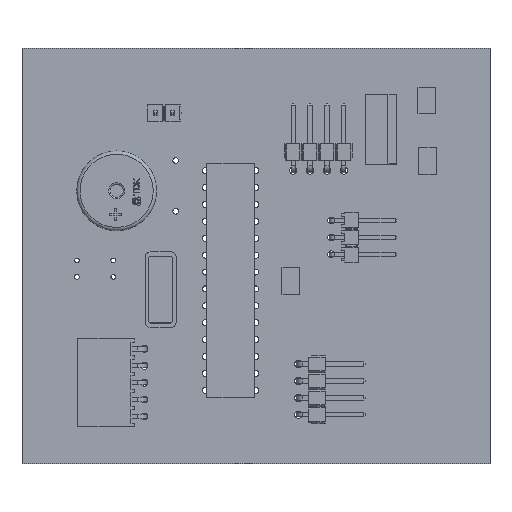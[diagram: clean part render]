
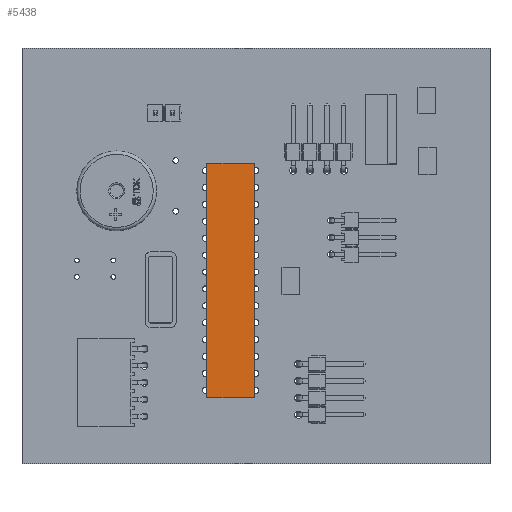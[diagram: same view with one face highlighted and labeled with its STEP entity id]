
A CAD part, top view. The second image highlights one B-rep face of the part: STEP entity #5438.
In plain terms, the highlighted planar face has unit normal (0, 0, 1).
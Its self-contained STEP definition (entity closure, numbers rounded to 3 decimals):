
#5309 = VERTEX_POINT('',#5310);
#5310 = CARTESIAN_POINT('',(-3.6,-17.65,4.58));
#5316 = EDGE_CURVE('',#5309,#5317,#5319,.T.);
#5317 = VERTEX_POINT('',#5318);
#5318 = CARTESIAN_POINT('',(3.6,-17.65,4.58));
#5319 = LINE('',#5320,#5321);
#5320 = CARTESIAN_POINT('',(-3.6,-17.65,4.58));
#5321 = VECTOR('',#5322,1.);
#5322 = DIRECTION('',(1.,0.,0.));
#5347 = EDGE_CURVE('',#5317,#5348,#5350,.T.);
#5348 = VERTEX_POINT('',#5349);
#5349 = CARTESIAN_POINT('',(3.6,17.65,4.58));
#5350 = LINE('',#5351,#5352);
#5351 = CARTESIAN_POINT('',(3.6,-17.65,4.58));
#5352 = VECTOR('',#5353,1.);
#5353 = DIRECTION('',(0.,1.,0.));
#5378 = EDGE_CURVE('',#5348,#5379,#5381,.T.);
#5379 = VERTEX_POINT('',#5380);
#5380 = CARTESIAN_POINT('',(-3.6,17.65,4.58));
#5381 = LINE('',#5382,#5383);
#5382 = CARTESIAN_POINT('',(3.6,17.65,4.58));
#5383 = VECTOR('',#5384,1.);
#5384 = DIRECTION('',(-1.,0.,0.));
#5409 = EDGE_CURVE('',#5379,#5309,#5410,.T.);
#5410 = LINE('',#5411,#5412);
#5411 = CARTESIAN_POINT('',(-3.6,17.65,4.58));
#5412 = VECTOR('',#5413,1.);
#5413 = DIRECTION('',(0.,-1.,0.));
#5438 = ADVANCED_FACE('',(#5439),#5445,.F.);
#5439 = FACE_BOUND('',#5440,.T.);
#5440 = EDGE_LOOP('',(#5441,#5442,#5443,#5444));
#5441 = ORIENTED_EDGE('',*,*,#5316,.T.);
#5442 = ORIENTED_EDGE('',*,*,#5347,.T.);
#5443 = ORIENTED_EDGE('',*,*,#5378,.T.);
#5444 = ORIENTED_EDGE('',*,*,#5409,.T.);
#5445 = PLANE('',#5446);
#5446 = AXIS2_PLACEMENT_3D('',#5447,#5448,#5449);
#5447 = CARTESIAN_POINT('',(-3.6,-17.65,4.58));
#5448 = DIRECTION('',(0.,0.,-1.));
#5449 = DIRECTION('',(-1.,0.,0.));
